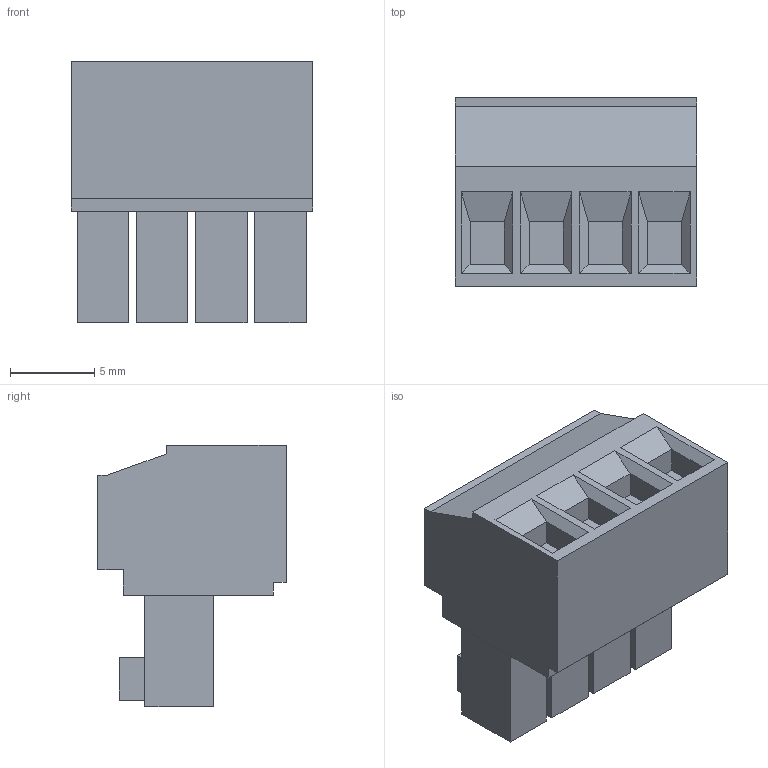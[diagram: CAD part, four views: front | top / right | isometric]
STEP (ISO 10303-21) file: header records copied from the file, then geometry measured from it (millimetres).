
FILE_DESCRIPTION((''),'2;1');
FILE_NAME('395000004','2015-01-12T',('me'),(''),'PRO/ENGINEER BY PARAMETRIC TECHNOLOGY CORPORATION, 2011490','PRO/ENGINEER BY PARAMETRIC TECHNOLOGY CORPORATION, 2011490','');
FILE_SCHEMA(('CONFIG_CONTROL_DESIGN'));
Length unit declared in the file: inch
Products named in the file (1): 395000004
Bounding box: 14.3 x 11.18 x 15.49 mm (x, y, z)
Volume: 1532.5 mm3; surface area: 1376.4 mm2
Topology: 1 solids, 1 shells, 187 faces, 447 edges, 298 vertices
Faces by surface type: plane 143, cylinder 36, cone 8
Entity records: 5374 total; most frequent: CARTESIAN_POINT 917, DIRECTION 911, ORIENTED_EDGE 878, EDGE_CURVE 439, VECTOR 359, LINE 359, VERTEX_POINT 282, AXIS2_PLACEMENT_3D 276
